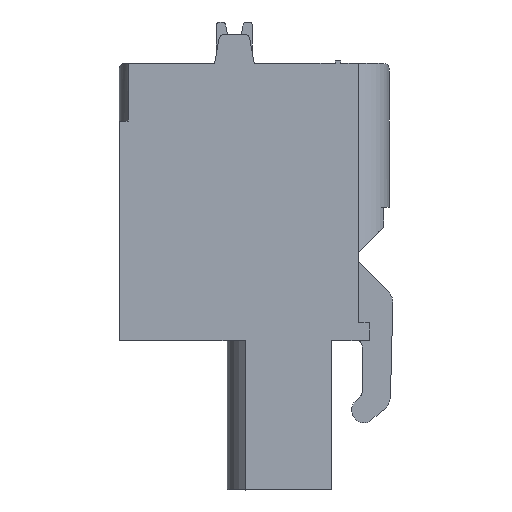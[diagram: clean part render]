
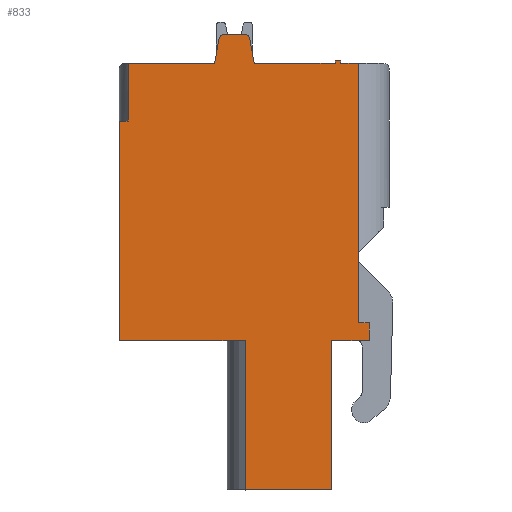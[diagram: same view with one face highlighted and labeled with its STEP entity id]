
A CAD part, left-side view. The second image highlights one B-rep face of the part: STEP entity #833.
In plain terms, the highlighted planar face has unit normal (-1, 0, 0).
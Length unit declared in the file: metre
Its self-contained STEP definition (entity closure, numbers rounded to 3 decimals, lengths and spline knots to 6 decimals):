
#833=ADVANCED_FACE('',(#2190),#2191,.F.);
#2190=FACE_OUTER_BOUND('',#4148,.T.);
#2191=PLANE('',#4149);
#4148=EDGE_LOOP('',(#6658,#6659,#6660,#6661,#6662,#6663,#6664,#6665,#6666,#6667,#6668,#6669,#6670,#6671,#6672,#6673,#6674,#6675,#6676,#6677,#6678,#6679));
#4149=AXIS2_PLACEMENT_3D('',#6680,#6681,#6682);
#6658=ORIENTED_EDGE('',*,*,#12185,.F.);
#6659=ORIENTED_EDGE('',*,*,#12201,.T.);
#6660=ORIENTED_EDGE('',*,*,#11942,.T.);
#6661=ORIENTED_EDGE('',*,*,#11936,.T.);
#6662=ORIENTED_EDGE('',*,*,#11945,.T.);
#6663=ORIENTED_EDGE('',*,*,#11952,.T.);
#6664=ORIENTED_EDGE('',*,*,#11931,.T.);
#6665=ORIENTED_EDGE('',*,*,#12202,.T.);
#6666=ORIENTED_EDGE('',*,*,#12203,.F.);
#6667=ORIENTED_EDGE('',*,*,#12204,.F.);
#6668=ORIENTED_EDGE('',*,*,#12205,.T.);
#6669=ORIENTED_EDGE('',*,*,#12206,.T.);
#6670=ORIENTED_EDGE('',*,*,#12207,.T.);
#6671=ORIENTED_EDGE('',*,*,#12208,.T.);
#6672=ORIENTED_EDGE('',*,*,#12209,.T.);
#6673=ORIENTED_EDGE('',*,*,#12210,.T.);
#6674=ORIENTED_EDGE('',*,*,#12211,.T.);
#6675=ORIENTED_EDGE('',*,*,#12212,.F.);
#6676=ORIENTED_EDGE('',*,*,#12213,.T.);
#6677=ORIENTED_EDGE('',*,*,#12214,.T.);
#6678=ORIENTED_EDGE('',*,*,#12187,.T.);
#6679=ORIENTED_EDGE('',*,*,#12197,.T.);
#6680=CARTESIAN_POINT('',(-0.35426,-0.0888,-0.0215));
#6681=DIRECTION('',(1.0,0.,0.));
#6682=DIRECTION('',(0.0,1.0,0.));
#11931=EDGE_CURVE('',#14385,#14386,#14387,.T.);
#11936=EDGE_CURVE('',#14394,#14395,#14396,.T.);
#11942=EDGE_CURVE('',#14405,#14394,#14406,.T.);
#11945=EDGE_CURVE('',#14395,#14409,#14410,.T.);
#11952=EDGE_CURVE('',#14409,#14385,#14418,.T.);
#12185=EDGE_CURVE('',#14774,#14770,#14776,.T.);
#12187=EDGE_CURVE('',#14778,#14779,#14780,.T.);
#12197=EDGE_CURVE('',#14779,#14770,#14796,.T.);
#12201=EDGE_CURVE('',#14774,#14405,#14800,.T.);
#12202=EDGE_CURVE('',#14386,#14801,#14802,.T.);
#12203=EDGE_CURVE('',#14803,#14801,#14804,.T.);
#12204=EDGE_CURVE('',#14805,#14803,#14806,.T.);
#12205=EDGE_CURVE('',#14805,#14807,#14808,.T.);
#12206=EDGE_CURVE('',#14807,#14809,#14810,.T.);
#12207=EDGE_CURVE('',#14809,#14811,#14812,.T.);
#12208=EDGE_CURVE('',#14811,#14813,#14814,.T.);
#12209=EDGE_CURVE('',#14813,#14815,#14816,.T.);
#12210=EDGE_CURVE('',#14815,#14817,#14818,.T.);
#12211=EDGE_CURVE('',#14817,#14819,#14820,.T.);
#12212=EDGE_CURVE('',#14821,#14819,#14822,.T.);
#12213=EDGE_CURVE('',#14821,#14823,#14824,.T.);
#12214=EDGE_CURVE('',#14823,#14778,#14825,.T.);
#14385=VERTEX_POINT('',#18006);
#14386=VERTEX_POINT('',#18007);
#14387=LINE('',#18008,#18009);
#14394=VERTEX_POINT('',#18019);
#14395=VERTEX_POINT('',#18020);
#14396=CIRCLE('',#18021,0.0003);
#14405=VERTEX_POINT('',#18033);
#14406=LINE('',#18034,#18035);
#14409=VERTEX_POINT('',#18039);
#14410=LINE('',#18040,#18041);
#14418=CIRCLE('',#18052,0.0003);
#14770=VERTEX_POINT('',#18545);
#14774=VERTEX_POINT('',#18551);
#14776=LINE('',#18554,#18555);
#14778=VERTEX_POINT('',#18557);
#14779=VERTEX_POINT('',#18558);
#14780=LINE('',#18559,#18560);
#14796=LINE('',#18583,#18584);
#14800=LINE('',#18589,#18590);
#14801=VERTEX_POINT('',#18591);
#14802=LINE('',#18592,#18593);
#14803=VERTEX_POINT('',#18594);
#14804=LINE('',#18595,#18596);
#14805=VERTEX_POINT('',#18597);
#14806=LINE('',#18598,#18599);
#14807=VERTEX_POINT('',#18600);
#14808=LINE('',#18601,#18602);
#14809=VERTEX_POINT('',#18603);
#14810=LINE('',#18604,#18605);
#14811=VERTEX_POINT('',#18606);
#14812=LINE('',#18607,#18608);
#14813=VERTEX_POINT('',#18609);
#14814=LINE('',#18610,#18611);
#14815=VERTEX_POINT('',#18612);
#14816=LINE('',#18613,#18614);
#14817=VERTEX_POINT('',#18615);
#14818=LINE('',#18616,#18617);
#14819=VERTEX_POINT('',#18618);
#14820=LINE('',#18619,#18620);
#14821=VERTEX_POINT('',#18621);
#14822=LINE('',#18622,#18623);
#14823=VERTEX_POINT('',#18624);
#14824=LINE('',#18625,#18626);
#14825=LINE('',#18627,#18628);
#18006=CARTESIAN_POINT('',(-0.35426,-0.093538,-0.006948));
#18007=CARTESIAN_POINT('',(-0.35426,-0.0933,-0.0083));
#18008=CARTESIAN_POINT('',(-0.35426,-0.0933,-0.0083));
#18009=VECTOR('',#23066,1.0);
#18019=CARTESIAN_POINT('',(-0.35426,-0.095262,-0.006948));
#18020=CARTESIAN_POINT('',(-0.35426,-0.094966,-0.0067));
#18021=AXIS2_PLACEMENT_3D('',#23070,#23071,#23072);
#18033=CARTESIAN_POINT('',(-0.35426,-0.0955,-0.0083));
#18034=CARTESIAN_POINT('',(-0.35426,-0.095218,-0.0067));
#18035=VECTOR('',#23079,1.0);
#18039=CARTESIAN_POINT('',(-0.35426,-0.093834,-0.0067));
#18040=CARTESIAN_POINT('',(-0.35426,-0.095178,-0.0067));
#18041=VECTOR('',#23081,1.0);
#18052=AXIS2_PLACEMENT_3D('',#23088,#23089,#23090);
#18545=CARTESIAN_POINT('',(-0.35426,-0.1,-0.00815));
#18551=CARTESIAN_POINT('',(-0.35426,-0.1,-0.0083));
#18554=CARTESIAN_POINT('',(-0.35426,-0.1,-0.0083));
#18555=VECTOR('',#23325,1.0);
#18557=CARTESIAN_POINT('',(-0.35426,-0.1003,-0.0083));
#18558=CARTESIAN_POINT('',(-0.35426,-0.1003,-0.00815));
#18559=CARTESIAN_POINT('',(-0.35426,-0.1003,-0.0215));
#18560=VECTOR('',#23326,1.0);
#18583=CARTESIAN_POINT('',(-0.35426,-0.1,-0.00815));
#18584=VECTOR('',#23337,1.0);
#18589=CARTESIAN_POINT('',(-0.35426,-0.0883,-0.0083));
#18590=VECTOR('',#23339,1.0);
#18591=CARTESIAN_POINT('',(-0.35426,-0.0885,-0.0083));
#18592=CARTESIAN_POINT('',(-0.35426,-0.0883,-0.0083));
#18593=VECTOR('',#23340,1.0);
#18594=CARTESIAN_POINT('',(-0.35426,-0.0885,-0.0115));
#18595=CARTESIAN_POINT('',(-0.35426,-0.0885,-0.0115));
#18596=VECTOR('',#23341,1.0);
#18597=CARTESIAN_POINT('',(-0.35426,-0.088,-0.0115));
#18598=CARTESIAN_POINT('',(-0.35426,-0.0908,-0.0115));
#18599=VECTOR('',#23342,1.0);
#18600=CARTESIAN_POINT('',(-0.35426,-0.088,-0.0237));
#18601=CARTESIAN_POINT('',(-0.35426,-0.088,-0.0238));
#18602=VECTOR('',#23343,1.0);
#18603=CARTESIAN_POINT('',(-0.35426,-0.095,-0.0237));
#18604=CARTESIAN_POINT('',(-0.35426,-0.095,-0.0237));
#18605=VECTOR('',#23344,1.0);
#18606=CARTESIAN_POINT('',(-0.35426,-0.095,-0.032));
#18607=CARTESIAN_POINT('',(-0.35426,-0.095,-0.032));
#18608=VECTOR('',#23345,1.0);
#18609=CARTESIAN_POINT('',(-0.35426,-0.0998,-0.032));
#18610=CARTESIAN_POINT('',(-0.35426,-0.0998,-0.032));
#18611=VECTOR('',#23346,1.0);
#18612=CARTESIAN_POINT('',(-0.35426,-0.0998,-0.0237));
#18613=CARTESIAN_POINT('',(-0.35426,-0.0998,-0.0237));
#18614=VECTOR('',#23347,1.0);
#18615=CARTESIAN_POINT('',(-0.35426,-0.1019,-0.0237));
#18616=CARTESIAN_POINT('',(-0.35426,-0.1007,-0.0237));
#18617=VECTOR('',#23348,1.0);
#18618=CARTESIAN_POINT('',(-0.35426,-0.1019,-0.0227));
#18619=CARTESIAN_POINT('',(-0.35426,-0.1019,-0.0238));
#18620=VECTOR('',#23349,1.0);
#18621=CARTESIAN_POINT('',(-0.35426,-0.1013,-0.0227));
#18622=CARTESIAN_POINT('',(-0.35426,-0.1003,-0.0227));
#18623=VECTOR('',#23350,1.0);
#18624=CARTESIAN_POINT('',(-0.35426,-0.1013,-0.0083));
#18625=CARTESIAN_POINT('',(-0.35426,-0.1013,-0.0238));
#18626=VECTOR('',#23351,1.0);
#18627=CARTESIAN_POINT('',(-0.35426,-0.0883,-0.0083));
#18628=VECTOR('',#23352,1.0);
#23066=DIRECTION('',(0.,0.174,-0.985));
#23070=CARTESIAN_POINT('',(-0.35426,-0.094966,-0.007));
#23071=DIRECTION('',(-1.0,0.0,0.));
#23072=DIRECTION('',(0.,0.0,-1.0));
#23079=DIRECTION('',(0.,0.174,0.985));
#23081=DIRECTION('',(0.0,1.0,0.0));
#23088=CARTESIAN_POINT('',(-0.35426,-0.093834,-0.007));
#23089=DIRECTION('',(-1.0,0.0,0.));
#23090=DIRECTION('',(0.,0.0,-1.0));
#23325=DIRECTION('',(0.,0.0,1.0));
#23326=DIRECTION('',(0.,0.0,1.0));
#23337=DIRECTION('',(0.0,1.0,0.0));
#23339=DIRECTION('',(0.,1.0,0.));
#23340=DIRECTION('',(0.,1.0,0.));
#23341=DIRECTION('',(0.,0.0,1.0));
#23342=DIRECTION('',(0.,-1.0,0.));
#23343=DIRECTION('',(0.,0.,-1.0));
#23344=DIRECTION('',(0.0,-1.0,0.0));
#23345=DIRECTION('',(0.0,0.,-1.0));
#23346=DIRECTION('',(0.0,-1.0,0.));
#23347=DIRECTION('',(0.0,0.0,1.0));
#23348=DIRECTION('',(0.0,-1.0,0.0));
#23349=DIRECTION('',(0.,0.,1.0));
#23350=DIRECTION('',(0.,-1.0,0.));
#23351=DIRECTION('',(0.,0.,1.0));
#23352=DIRECTION('',(0.,1.0,0.));
